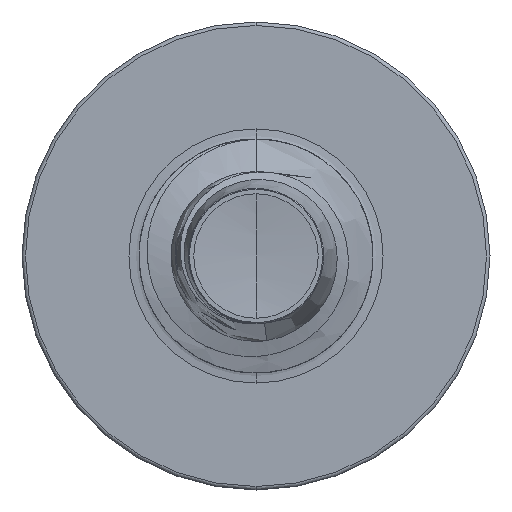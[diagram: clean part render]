
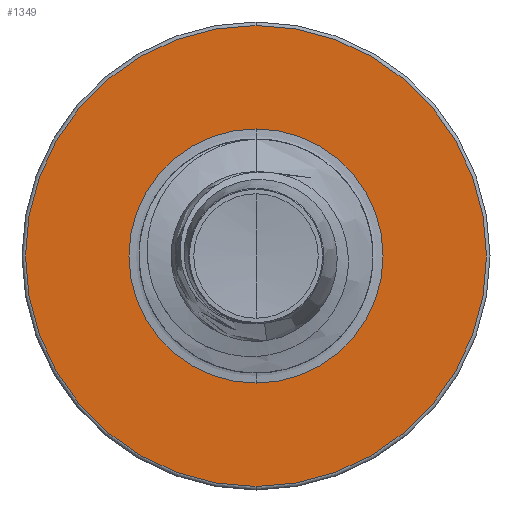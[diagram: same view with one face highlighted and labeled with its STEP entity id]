
A CAD part, front view. The second image highlights one B-rep face of the part: STEP entity #1349.
In plain terms, the highlighted planar face has unit normal (0, -1, 0).
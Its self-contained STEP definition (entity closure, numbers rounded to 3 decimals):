
#450 = DIRECTION ( 'NONE',  ( 0., 0., 1. ) ) ;
#486 = DIRECTION ( 'NONE',  ( 0., 1., 0. ) ) ;
#495 = CARTESIAN_POINT ( 'NONE',  ( 0., 10., 0. ) ) ;
#576 = EDGE_CURVE ( 'NONE', #24662, #4053, #17831, .T. ) ;
#951 = CIRCLE ( 'NONE', #13016, 1.97 ) ;
#1349 = ADVANCED_FACE ( 'NONE', ( #13411, #8334 ), #10343, .F. ) ;
#3404 = CARTESIAN_POINT ( 'NONE',  ( 0., 10., 1.086 ) ) ;
#3852 = AXIS2_PLACEMENT_3D ( 'NONE', #18765, #18740, #18712 ) ;
#4053 = VERTEX_POINT ( 'NONE', #9524 ) ;
#6007 = ORIENTED_EDGE ( 'NONE', *, *, #576, .F. ) ;
#8334 = FACE_BOUND ( 'NONE', #12180, .T. ) ;
#8759 = EDGE_CURVE ( 'NONE', #4053, #24662, #951, .T. ) ;
#9524 = CARTESIAN_POINT ( 'NONE',  ( 0., 10., -1.97 ) ) ;
#10285 = DIRECTION ( 'NONE',  ( 0., 0., 1. ) ) ;
#10310 = DIRECTION ( 'NONE',  ( 0., 1., 0. ) ) ;
#10343 = PLANE ( 'NONE',  #13482 ) ;
#10375 = CARTESIAN_POINT ( 'NONE',  ( 0., 10., -1.086 ) ) ;
#11119 = EDGE_CURVE ( 'NONE', #21262, #21970, #20162, .T. ) ;
#11894 = ORIENTED_EDGE ( 'NONE', *, *, #8759, .F. ) ;
#12180 = EDGE_LOOP ( 'NONE', ( #17326, #16770 ) ) ;
#12509 = CARTESIAN_POINT ( 'NONE',  ( 0., 10., 0. ) ) ;
#13016 = AXIS2_PLACEMENT_3D ( 'NONE', #495, #486, #450 ) ;
#13082 = CIRCLE ( 'NONE', #14619, 1.086 ) ;
#13133 = EDGE_CURVE ( 'NONE', #21970, #21262, #13082, .T. ) ;
#13411 = FACE_OUTER_BOUND ( 'NONE', #18784, .T. ) ;
#13482 = AXIS2_PLACEMENT_3D ( 'NONE', #10375, #10310, #10285 ) ;
#14083 = DIRECTION ( 'NONE',  ( 0., 1., 0. ) ) ;
#14116 = DIRECTION ( 'NONE',  ( 0., 0., 1. ) ) ;
#14619 = AXIS2_PLACEMENT_3D ( 'NONE', #21018, #21004, #20977 ) ;
#16770 = ORIENTED_EDGE ( 'NONE', *, *, #11119, .T. ) ;
#17326 = ORIENTED_EDGE ( 'NONE', *, *, #13133, .T. ) ;
#17831 = CIRCLE ( 'NONE', #19304, 1.97 ) ;
#18113 = CARTESIAN_POINT ( 'NONE',  ( 0., 10., -1.086 ) ) ;
#18712 = DIRECTION ( 'NONE',  ( 0., 0., 1. ) ) ;
#18740 = DIRECTION ( 'NONE',  ( 0., 1., 0. ) ) ;
#18765 = CARTESIAN_POINT ( 'NONE',  ( 0., 10., 0. ) ) ;
#18784 = EDGE_LOOP ( 'NONE', ( #6007, #11894 ) ) ;
#19304 = AXIS2_PLACEMENT_3D ( 'NONE', #12509, #14083, #14116 ) ;
#20162 = CIRCLE ( 'NONE', #3852, 1.086 ) ;
#20977 = DIRECTION ( 'NONE',  ( 0., 0., 1. ) ) ;
#21004 = DIRECTION ( 'NONE',  ( 0., 1., 0. ) ) ;
#21018 = CARTESIAN_POINT ( 'NONE',  ( 0., 10., 0. ) ) ;
#21262 = VERTEX_POINT ( 'NONE', #18113 ) ;
#21970 = VERTEX_POINT ( 'NONE', #3404 ) ;
#23996 = CARTESIAN_POINT ( 'NONE',  ( 0., 10., 1.97 ) ) ;
#24662 = VERTEX_POINT ( 'NONE', #23996 ) ;
